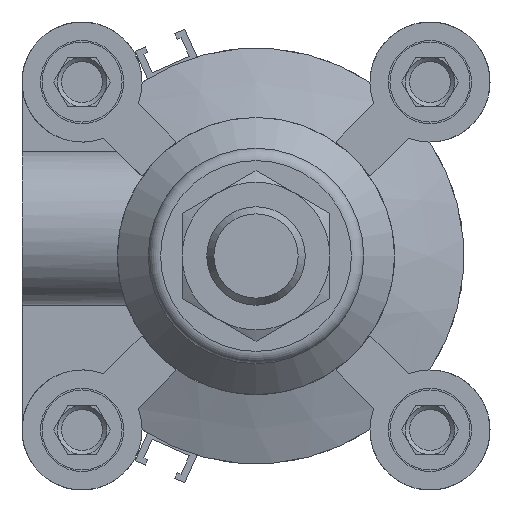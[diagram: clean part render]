
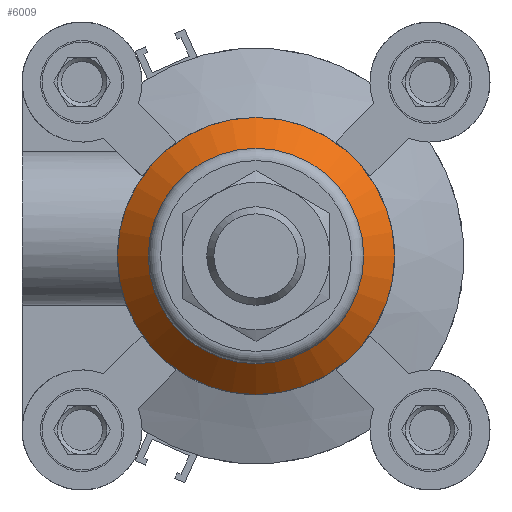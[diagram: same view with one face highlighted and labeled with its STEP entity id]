
A CAD part, left-side view. The second image highlights one B-rep face of the part: STEP entity #6009.
In plain terms, the highlighted conical face has half-angle 45 degrees and reference radius 22.5 mm.
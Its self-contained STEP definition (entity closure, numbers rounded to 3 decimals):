
#1617=CIRCLE('',#6617,22.5);
#1637=CIRCLE('',#6647,17.5);
#2990=ORIENTED_EDGE('',*,*,#4031,.F.);
#2991=ORIENTED_EDGE('',*,*,#3987,.T.);
#3987=EDGE_CURVE('',#4602,#4602,#1617,.T.);
#4031=EDGE_CURVE('',#4635,#4635,#1637,.T.);
#4602=VERTEX_POINT('',#10061);
#4635=VERTEX_POINT('',#10188);
#5101=EDGE_LOOP('',(#2990));
#5102=EDGE_LOOP('',(#2991));
#5571=FACE_BOUND('',#5101,.T.);
#5572=FACE_BOUND('',#5102,.T.);
#5721=CONICAL_SURFACE('',#6646,22.5,0.785);
#6009=ADVANCED_FACE('',(#5571,#5572),#5721,.T.);
#6617=AXIS2_PLACEMENT_3D('',#10060,#8141,#8142);
#6646=AXIS2_PLACEMENT_3D('',#10186,#8212,#8213);
#6647=AXIS2_PLACEMENT_3D('',#10187,#8214,#8215);
#8141=DIRECTION('',(1.,0.,0.));
#8142=DIRECTION('',(0.,0.,-1.));
#8212=DIRECTION('',(-1.,0.,0.));
#8213=DIRECTION('',(0.,0.,1.));
#8214=DIRECTION('',(1.,0.,0.));
#8215=DIRECTION('',(0.,0.,-1.));
#10060=CARTESIAN_POINT('',(47.5,0.,0.));
#10061=CARTESIAN_POINT('',(47.5,0.,-22.5));
#10186=CARTESIAN_POINT('',(47.5,0.,0.));
#10187=CARTESIAN_POINT('',(52.5,0.,0.));
#10188=CARTESIAN_POINT('',(52.5,0.,-17.5));
